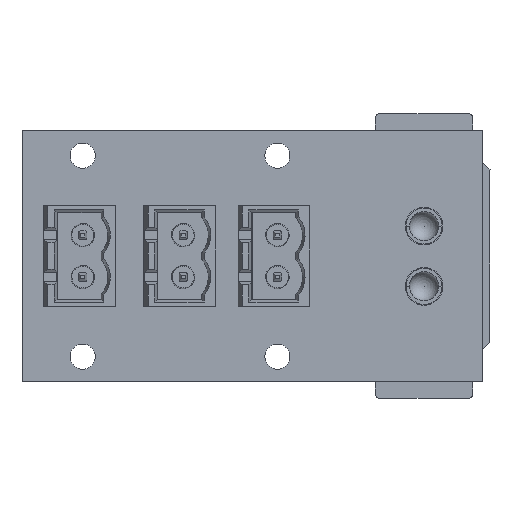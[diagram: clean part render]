
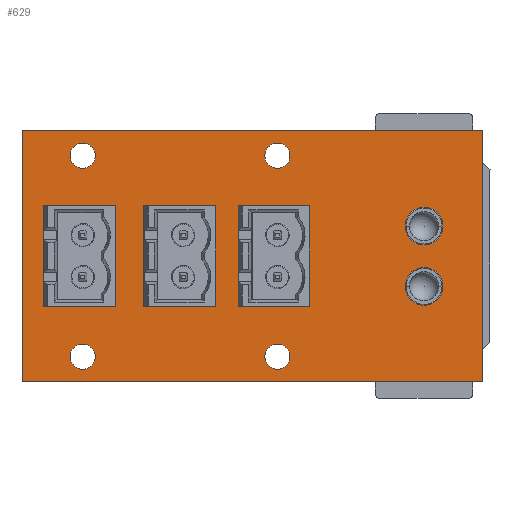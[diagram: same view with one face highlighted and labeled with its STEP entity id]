
A CAD part, top view. The second image highlights one B-rep face of the part: STEP entity #629.
In plain terms, the highlighted planar face has unit normal (0, 0, 1).
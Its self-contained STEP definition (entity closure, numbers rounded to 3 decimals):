
#68 = VERTEX_POINT('',#69);
#69 = CARTESIAN_POINT('',(0.,0.,0.411));
#75 = EDGE_CURVE('',#68,#76,#78,.T.);
#76 = VERTEX_POINT('',#77);
#77 = CARTESIAN_POINT('',(0.,30.,0.411));
#78 = LINE('',#79,#80);
#79 = CARTESIAN_POINT('',(0.,0.,0.411));
#80 = VECTOR('',#81,1.);
#81 = DIRECTION('',(0.,1.,0.));
#106 = EDGE_CURVE('',#76,#107,#109,.T.);
#107 = VERTEX_POINT('',#108);
#108 = CARTESIAN_POINT('',(55.,30.,0.411));
#109 = LINE('',#110,#111);
#110 = CARTESIAN_POINT('',(0.,30.,0.411));
#111 = VECTOR('',#112,1.);
#112 = DIRECTION('',(1.,0.,0.));
#137 = EDGE_CURVE('',#107,#138,#140,.T.);
#138 = VERTEX_POINT('',#139);
#139 = CARTESIAN_POINT('',(55.,0.,0.411));
#140 = LINE('',#141,#142);
#141 = CARTESIAN_POINT('',(55.,30.,0.411));
#142 = VECTOR('',#143,1.);
#143 = DIRECTION('',(0.,-1.,0.));
#168 = EDGE_CURVE('',#138,#68,#169,.T.);
#169 = LINE('',#170,#171);
#170 = CARTESIAN_POINT('',(55.,0.,0.411));
#171 = VECTOR('',#172,1.);
#172 = DIRECTION('',(-1.,0.,0.));
#192 = VERTEX_POINT('',#193);
#193 = CARTESIAN_POINT('',(7.95,12.5,0.411));
#199 = EDGE_CURVE('',#192,#192,#200,.T.);
#200 = CIRCLE('',#201,0.7);
#201 = AXIS2_PLACEMENT_3D('',#202,#203,#204);
#202 = CARTESIAN_POINT('',(7.25,12.5,0.411));
#203 = DIRECTION('',(0.,0.,1.));
#204 = DIRECTION('',(1.,0.,-0.));
#225 = VERTEX_POINT('',#226);
#226 = CARTESIAN_POINT('',(8.75,3.,0.411));
#232 = EDGE_CURVE('',#225,#225,#233,.T.);
#233 = CIRCLE('',#234,1.5);
#234 = AXIS2_PLACEMENT_3D('',#235,#236,#237);
#235 = CARTESIAN_POINT('',(7.25,3.,0.411));
#236 = DIRECTION('',(0.,0.,1.));
#237 = DIRECTION('',(1.,0.,-0.));
#258 = VERTEX_POINT('',#259);
#259 = CARTESIAN_POINT('',(19.95,12.5,0.411));
#265 = EDGE_CURVE('',#258,#258,#266,.T.);
#266 = CIRCLE('',#267,0.7);
#267 = AXIS2_PLACEMENT_3D('',#268,#269,#270);
#268 = CARTESIAN_POINT('',(19.25,12.5,0.411));
#269 = DIRECTION('',(0.,0.,1.));
#270 = DIRECTION('',(1.,0.,-0.));
#291 = VERTEX_POINT('',#292);
#292 = CARTESIAN_POINT('',(7.95,17.5,0.411));
#298 = EDGE_CURVE('',#291,#291,#299,.T.);
#299 = CIRCLE('',#300,0.7);
#300 = AXIS2_PLACEMENT_3D('',#301,#302,#303);
#301 = CARTESIAN_POINT('',(7.25,17.5,0.411));
#302 = DIRECTION('',(0.,0.,1.));
#303 = DIRECTION('',(1.,0.,-0.));
#324 = VERTEX_POINT('',#325);
#325 = CARTESIAN_POINT('',(19.95,17.5,0.411));
#331 = EDGE_CURVE('',#324,#324,#332,.T.);
#332 = CIRCLE('',#333,0.7);
#333 = AXIS2_PLACEMENT_3D('',#334,#335,#336);
#334 = CARTESIAN_POINT('',(19.25,17.5,0.411));
#335 = DIRECTION('',(0.,0.,1.));
#336 = DIRECTION('',(1.,0.,-0.));
#357 = VERTEX_POINT('',#358);
#358 = CARTESIAN_POINT('',(8.75,27.,0.411));
#364 = EDGE_CURVE('',#357,#357,#365,.T.);
#365 = CIRCLE('',#366,1.5);
#366 = AXIS2_PLACEMENT_3D('',#367,#368,#369);
#367 = CARTESIAN_POINT('',(7.25,27.,0.411));
#368 = DIRECTION('',(0.,0.,1.));
#369 = DIRECTION('',(1.,0.,-0.));
#390 = VERTEX_POINT('',#391);
#391 = CARTESIAN_POINT('',(31.2,12.5,0.411));
#397 = EDGE_CURVE('',#390,#390,#398,.T.);
#398 = CIRCLE('',#399,0.7);
#399 = AXIS2_PLACEMENT_3D('',#400,#401,#402);
#400 = CARTESIAN_POINT('',(30.5,12.5,0.411));
#401 = DIRECTION('',(0.,0.,1.));
#402 = DIRECTION('',(1.,0.,-0.));
#423 = VERTEX_POINT('',#424);
#424 = CARTESIAN_POINT('',(32.,3.,0.411));
#430 = EDGE_CURVE('',#423,#423,#431,.T.);
#431 = CIRCLE('',#432,1.5);
#432 = AXIS2_PLACEMENT_3D('',#433,#434,#435);
#433 = CARTESIAN_POINT('',(30.5,3.,0.411));
#434 = DIRECTION('',(0.,0.,1.));
#435 = DIRECTION('',(1.,0.,-0.));
#456 = VERTEX_POINT('',#457);
#457 = CARTESIAN_POINT('',(50.262,11.4,0.411));
#463 = EDGE_CURVE('',#456,#456,#464,.T.);
#464 = CIRCLE('',#465,2.25);
#465 = AXIS2_PLACEMENT_3D('',#466,#467,#468);
#466 = CARTESIAN_POINT('',(48.012,11.4,0.411));
#467 = DIRECTION('',(0.,0.,1.));
#468 = DIRECTION('',(1.,0.,-0.));
#489 = VERTEX_POINT('',#490);
#490 = CARTESIAN_POINT('',(31.2,17.5,0.411));
#496 = EDGE_CURVE('',#489,#489,#497,.T.);
#497 = CIRCLE('',#498,0.7);
#498 = AXIS2_PLACEMENT_3D('',#499,#500,#501);
#499 = CARTESIAN_POINT('',(30.5,17.5,0.411));
#500 = DIRECTION('',(0.,0.,1.));
#501 = DIRECTION('',(1.,0.,-0.));
#522 = VERTEX_POINT('',#523);
#523 = CARTESIAN_POINT('',(50.262,18.6,0.411));
#529 = EDGE_CURVE('',#522,#522,#530,.T.);
#530 = CIRCLE('',#531,2.25);
#531 = AXIS2_PLACEMENT_3D('',#532,#533,#534);
#532 = CARTESIAN_POINT('',(48.012,18.6,0.411));
#533 = DIRECTION('',(0.,0.,1.));
#534 = DIRECTION('',(1.,0.,-0.));
#555 = VERTEX_POINT('',#556);
#556 = CARTESIAN_POINT('',(32.,27.,0.411));
#562 = EDGE_CURVE('',#555,#555,#563,.T.);
#563 = CIRCLE('',#564,1.5);
#564 = AXIS2_PLACEMENT_3D('',#565,#566,#567);
#565 = CARTESIAN_POINT('',(30.5,27.,0.411));
#566 = DIRECTION('',(0.,0.,1.));
#567 = DIRECTION('',(1.,0.,-0.));
#629 = ADVANCED_FACE('',(#630,#636,#639,#642,#645,#648,#651,#654,#657,
    #660,#663,#666,#669),#672,.F.);
#630 = FACE_BOUND('',#631,.F.);
#631 = EDGE_LOOP('',(#632,#633,#634,#635));
#632 = ORIENTED_EDGE('',*,*,#75,.T.);
#633 = ORIENTED_EDGE('',*,*,#106,.T.);
#634 = ORIENTED_EDGE('',*,*,#137,.T.);
#635 = ORIENTED_EDGE('',*,*,#168,.T.);
#636 = FACE_BOUND('',#637,.F.);
#637 = EDGE_LOOP('',(#638));
#638 = ORIENTED_EDGE('',*,*,#199,.T.);
#639 = FACE_BOUND('',#640,.F.);
#640 = EDGE_LOOP('',(#641));
#641 = ORIENTED_EDGE('',*,*,#232,.T.);
#642 = FACE_BOUND('',#643,.F.);
#643 = EDGE_LOOP('',(#644));
#644 = ORIENTED_EDGE('',*,*,#265,.T.);
#645 = FACE_BOUND('',#646,.F.);
#646 = EDGE_LOOP('',(#647));
#647 = ORIENTED_EDGE('',*,*,#298,.T.);
#648 = FACE_BOUND('',#649,.F.);
#649 = EDGE_LOOP('',(#650));
#650 = ORIENTED_EDGE('',*,*,#331,.T.);
#651 = FACE_BOUND('',#652,.F.);
#652 = EDGE_LOOP('',(#653));
#653 = ORIENTED_EDGE('',*,*,#364,.T.);
#654 = FACE_BOUND('',#655,.F.);
#655 = EDGE_LOOP('',(#656));
#656 = ORIENTED_EDGE('',*,*,#397,.T.);
#657 = FACE_BOUND('',#658,.F.);
#658 = EDGE_LOOP('',(#659));
#659 = ORIENTED_EDGE('',*,*,#430,.T.);
#660 = FACE_BOUND('',#661,.F.);
#661 = EDGE_LOOP('',(#662));
#662 = ORIENTED_EDGE('',*,*,#463,.T.);
#663 = FACE_BOUND('',#664,.F.);
#664 = EDGE_LOOP('',(#665));
#665 = ORIENTED_EDGE('',*,*,#496,.T.);
#666 = FACE_BOUND('',#667,.F.);
#667 = EDGE_LOOP('',(#668));
#668 = ORIENTED_EDGE('',*,*,#529,.T.);
#669 = FACE_BOUND('',#670,.F.);
#670 = EDGE_LOOP('',(#671));
#671 = ORIENTED_EDGE('',*,*,#562,.T.);
#672 = PLANE('',#673);
#673 = AXIS2_PLACEMENT_3D('',#674,#675,#676);
#674 = CARTESIAN_POINT('',(27.5,15.,0.411));
#675 = DIRECTION('',(-0.,-0.,-1.));
#676 = DIRECTION('',(-1.,0.,0.));
